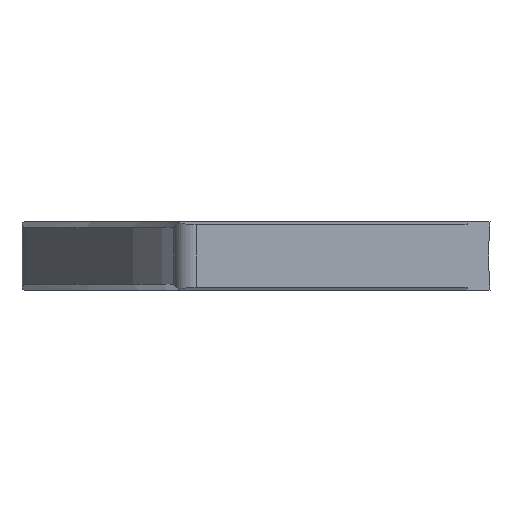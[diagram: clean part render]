
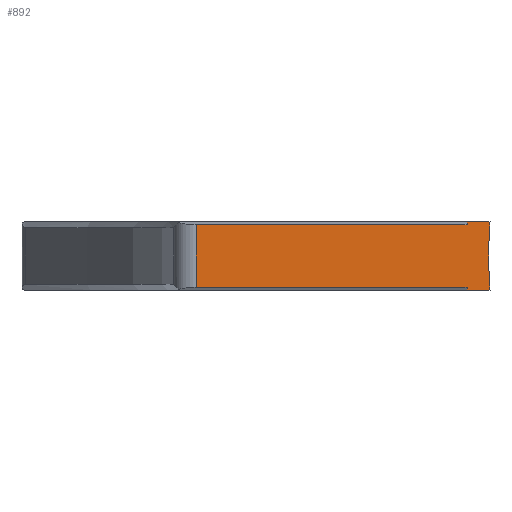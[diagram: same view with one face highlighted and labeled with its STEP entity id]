
A CAD part, front view. The second image highlights one B-rep face of the part: STEP entity #892.
In plain terms, the highlighted planar face has unit normal (0, -1, 0).
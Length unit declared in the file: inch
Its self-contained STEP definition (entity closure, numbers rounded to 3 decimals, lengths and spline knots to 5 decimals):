
#2 = DIRECTION ( 'NONE',  ( 1., 0., 0. ) ) ;
#6 = CARTESIAN_POINT ( 'NONE',  ( 9.34731, 0., -0.18725 ) ) ;
#13 = ORIENTED_EDGE ( 'NONE', *, *, #400, .T. ) ;
#63 = CARTESIAN_POINT ( 'NONE',  ( 6.72811, 0., -0.35875 ) ) ;
#70 = EDGE_CURVE ( 'NONE', #267, #615, #546, .T. ) ;
#71 = VERTEX_POINT ( 'NONE', #906 ) ;
#102 = DIRECTION ( 'NONE',  ( 1., 0., 0. ) ) ;
#105 = EDGE_CURVE ( 'NONE', #256, #941, #944, .T. ) ;
#107 = AXIS2_PLACEMENT_3D ( 'NONE', #166, #490, #743 ) ;
#125 = ORIENTED_EDGE ( 'NONE', *, *, #867, .T. ) ;
#133 = DIRECTION ( 'NONE',  ( 1., 0., 0. ) ) ;
#160 = FACE_OUTER_BOUND ( 'NONE', #643, .T. ) ;
#166 = CARTESIAN_POINT ( 'NONE',  ( 5.11811, 0., -0.3745 ) ) ;
#200 = DIRECTION ( 'NONE',  ( 0., 0., 1. ) ) ;
#213 = LINE ( 'NONE', #301, #1001 ) ;
#229 = AXIS2_PLACEMENT_3D ( 'NONE', #401, #721, #378 ) ;
#234 = EDGE_CURVE ( 'NONE', #842, #941, #213, .T. ) ;
#237 = VECTOR ( 'NONE', #486, 39.37008 ) ;
#241 = CARTESIAN_POINT ( 'NONE',  ( 5.11811, 0., 0. ) ) ;
#251 = ORIENTED_EDGE ( 'NONE', *, *, #945, .F. ) ;
#256 = VERTEX_POINT ( 'NONE', #882 ) ;
#267 = VERTEX_POINT ( 'NONE', #635 ) ;
#300 = CIRCLE ( 'NONE', #229, 2.5 ) ;
#301 = CARTESIAN_POINT ( 'NONE',  ( 4.2381, 0., -0.35875 ) ) ;
#321 = LINE ( 'NONE', #241, #1036 ) ;
#322 = CARTESIAN_POINT ( 'NONE',  ( 6.85433, 0., -0.3745 ) ) ;
#336 = CARTESIAN_POINT ( 'NONE',  ( 5.24162, 0., -0.3435 ) ) ;
#364 = CARTESIAN_POINT ( 'NONE',  ( 6.72811, 0., -0.3745 ) ) ;
#378 = DIRECTION ( 'NONE',  ( 1., 0., 0. ) ) ;
#387 = VERTEX_POINT ( 'NONE', #322 ) ;
#399 = VERTEX_POINT ( 'NONE', #986 ) ;
#400 = EDGE_CURVE ( 'NONE', #765, #842, #836, .T. ) ;
#401 = CARTESIAN_POINT ( 'NONE',  ( 9.34731, 0., -0.18725 ) ) ;
#417 = VECTOR ( 'NONE', #548, 39.37008 ) ;
#448 = ORIENTED_EDGE ( 'NONE', *, *, #70, .F. ) ;
#449 = VECTOR ( 'NONE', #2, 39.37008 ) ;
#478 = DIRECTION ( 'NONE',  ( 1., 0., 0. ) ) ;
#486 = DIRECTION ( 'NONE',  ( 0., 0., -1. ) ) ;
#490 = DIRECTION ( 'NONE',  ( 0., -1., 0. ) ) ;
#509 = DIRECTION ( 'NONE',  ( 0., -1., 0. ) ) ;
#538 = CARTESIAN_POINT ( 'NONE',  ( 5.24162, 0., -0.01575 ) ) ;
#546 = CIRCLE ( 'NONE', #736, 2.5 ) ;
#548 = DIRECTION ( 'NONE',  ( 0., 0., 1. ) ) ;
#549 = DIRECTION ( 'NONE',  ( 1., 0., 0. ) ) ;
#571 = ORIENTED_EDGE ( 'NONE', *, *, #766, .F. ) ;
#615 = VERTEX_POINT ( 'NONE', #930 ) ;
#618 = VECTOR ( 'NONE', #200, 39.37008 ) ;
#624 = LINE ( 'NONE', #877, #807 ) ;
#635 = CARTESIAN_POINT ( 'NONE',  ( 6.85433, 0., 0. ) ) ;
#638 = ORIENTED_EDGE ( 'NONE', *, *, #794, .F. ) ;
#643 = EDGE_LOOP ( 'NONE', ( #251, #13, #795, #813, #125, #1031, #448, #638, #571 ) ) ;
#644 = LINE ( 'NONE', #817, #449 ) ;
#712 = CARTESIAN_POINT ( 'NONE',  ( 6.72811, 0., -0.3745 ) ) ;
#721 = DIRECTION ( 'NONE',  ( 0., -1., 0. ) ) ;
#735 = PLANE ( 'NONE',  #107 ) ;
#736 = AXIS2_PLACEMENT_3D ( 'NONE', #6, #509, #102 ) ;
#743 = DIRECTION ( 'NONE',  ( 0., 0., -1. ) ) ;
#765 = VERTEX_POINT ( 'NONE', #538 ) ;
#766 = EDGE_CURVE ( 'NONE', #71, #399, #870, .T. ) ;
#794 = EDGE_CURVE ( 'NONE', #399, #267, #321, .T. ) ;
#795 = ORIENTED_EDGE ( 'NONE', *, *, #234, .T. ) ;
#807 = VECTOR ( 'NONE', #133, 39.37008 ) ;
#813 = ORIENTED_EDGE ( 'NONE', *, *, #105, .F. ) ;
#817 = CARTESIAN_POINT ( 'NONE',  ( 5.11811, 0., -0.3745 ) ) ;
#836 = LINE ( 'NONE', #336, #237 ) ;
#842 = VERTEX_POINT ( 'NONE', #904 ) ;
#867 = EDGE_CURVE ( 'NONE', #256, #387, #644, .T. ) ;
#870 = LINE ( 'NONE', #712, #417 ) ;
#877 = CARTESIAN_POINT ( 'NONE',  ( 4.2381, 0., -0.01575 ) ) ;
#882 = CARTESIAN_POINT ( 'NONE',  ( 6.72811, 0., -0.3745 ) ) ;
#892 = ADVANCED_FACE ( 'NONE', ( #160 ), #735, .T. ) ;
#904 = CARTESIAN_POINT ( 'NONE',  ( 5.24162, 0., -0.35875 ) ) ;
#906 = CARTESIAN_POINT ( 'NONE',  ( 6.72811, 0., -0.01575 ) ) ;
#930 = CARTESIAN_POINT ( 'NONE',  ( 6.84731, 0., -0.18725 ) ) ;
#941 = VERTEX_POINT ( 'NONE', #63 ) ;
#944 = LINE ( 'NONE', #364, #618 ) ;
#945 = EDGE_CURVE ( 'NONE', #765, #71, #624, .T. ) ;
#986 = CARTESIAN_POINT ( 'NONE',  ( 6.72811, 0., 0. ) ) ;
#1001 = VECTOR ( 'NONE', #549, 39.37008 ) ;
#1031 = ORIENTED_EDGE ( 'NONE', *, *, #1046, .F. ) ;
#1036 = VECTOR ( 'NONE', #478, 39.37008 ) ;
#1046 = EDGE_CURVE ( 'NONE', #615, #387, #300, .T. ) ;
